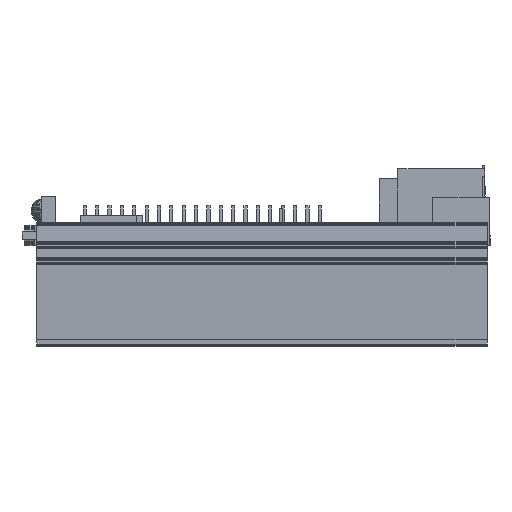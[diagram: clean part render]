
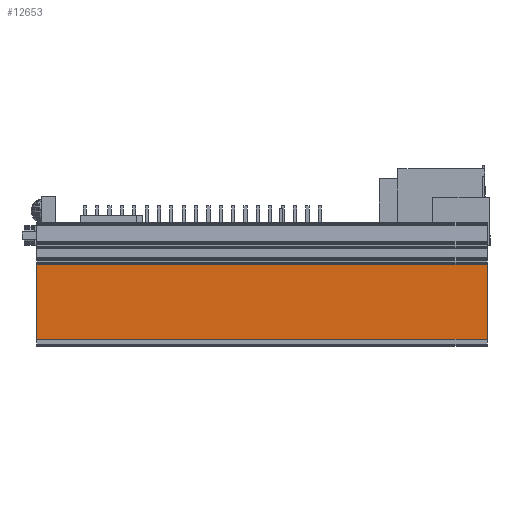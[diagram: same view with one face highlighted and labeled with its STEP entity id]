
A CAD part, left-side view. The second image highlights one B-rep face of the part: STEP entity #12653.
In plain terms, the highlighted face is planar.
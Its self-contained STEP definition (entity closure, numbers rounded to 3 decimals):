
#12653=ADVANCED_FACE('',(#26790),#26792,.T.);
#26790=FACE_BOUND('',#26791,.T.);
#26791=EDGE_LOOP('',(#36499,#36500,#36501,#36502));
#26792=PLANE('',#26793);
#26793=AXIS2_PLACEMENT_3D('',#26794,#26795,#26796);
#26794=CARTESIAN_POINT('',(91.995,0.,1.5));
#26795=DIRECTION('',(0.999,0.,-0.035));
#26796=DIRECTION('',(-0.035,0.,-0.999));
#36499=ORIENTED_EDGE('',*,*,#42568,.F.);
#36500=ORIENTED_EDGE('',*,*,#42564,.T.);
#36501=ORIENTED_EDGE('',*,*,#42569,.T.);
#36502=ORIENTED_EDGE('',*,*,#42570,.F.);
#42564=EDGE_CURVE('',#49075,#49076,#49077,.T.);
#42568=EDGE_CURVE('',#49075,#49083,#49084,.T.);
#42569=EDGE_CURVE('',#49076,#49085,#49086,.T.);
#42570=EDGE_CURVE('',#49083,#49085,#49087,.T.);
#49075=VERTEX_POINT('',#62890);
#49076=VERTEX_POINT('',#62891);
#49077=LINE('',#62892,#62893);
#49083=VERTEX_POINT('',#62906);
#49084=LINE('',#62907,#62908);
#49085=VERTEX_POINT('',#62910);
#49086=LINE('',#62911,#62912);
#49087=LINE('',#62914,#62915);
#62890=CARTESIAN_POINT('',(91.995,91.,1.5));
#62891=CARTESIAN_POINT('',(91.995,0.,1.5));
#62892=CARTESIAN_POINT('',(91.995,91.,1.5));
#62893=VECTOR('',#62894,1.);
#62894=DIRECTION('',(0.,-1.,0.));
#62906=CARTESIAN_POINT('',(91.471,91.,-13.517));
#62907=CARTESIAN_POINT('',(91.995,91.,1.5));
#62908=VECTOR('',#62909,1.);
#62909=DIRECTION('',(-0.035,0.,-0.999));
#62910=CARTESIAN_POINT('',(91.471,0.,-13.517));
#62911=CARTESIAN_POINT('',(91.995,0.,1.5));
#62912=VECTOR('',#62913,1.);
#62913=DIRECTION('',(-0.035,0.,-0.999));
#62914=CARTESIAN_POINT('',(91.471,91.,-13.517));
#62915=VECTOR('',#62916,1.);
#62916=DIRECTION('',(0.,-1.,0.));
